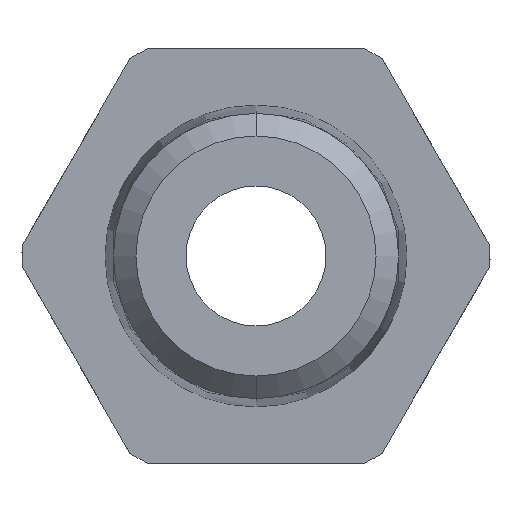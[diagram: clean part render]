
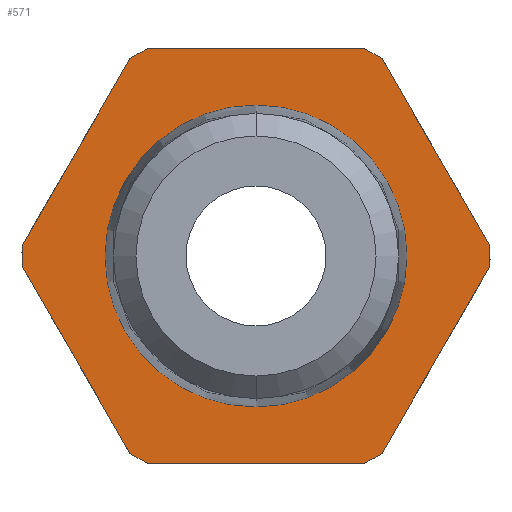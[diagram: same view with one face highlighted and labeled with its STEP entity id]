
A CAD part, front view. The second image highlights one B-rep face of the part: STEP entity #571.
In plain terms, the highlighted planar face has unit normal (0, -1, 0).
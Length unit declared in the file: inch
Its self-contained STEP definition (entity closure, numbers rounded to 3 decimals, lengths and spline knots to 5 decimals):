
#65 = LINE ( 'NONE', #588, #1681 ) ;
#75 = ORIENTED_EDGE ( 'NONE', *, *, #270, .T. ) ;
#91 = EDGE_CURVE ( 'NONE', #1168, #1790, #1007, .T. ) ;
#94 = DIRECTION ( 'NONE',  ( 0., 0., 1. ) ) ;
#105 = CIRCLE ( 'NONE', #1839, 0.42126 ) ;
#127 = CARTESIAN_POINT ( 'NONE',  ( -0.34646, 0.51969, 0.37402 ) ) ;
#130 = CARTESIAN_POINT ( 'NONE',  ( -0.22699, 0.51969, 0.35487 ) ) ;
#133 = AXIS2_PLACEMENT_3D ( 'NONE', #2034, #1064, #94 ) ;
#153 = ORIENTED_EDGE ( 'NONE', *, *, #829, .F. ) ;
#167 = CARTESIAN_POINT ( 'NONE',  ( -0.34646, 0.51969, -0.37402 ) ) ;
#173 = EDGE_CURVE ( 'NONE', #877, #2054, #1807, .T. ) ;
#192 = FACE_OUTER_BOUND ( 'NONE', #233, .T. ) ;
#210 = DIRECTION ( 'NONE',  ( 0., 1., 0. ) ) ;
#218 = EDGE_CURVE ( 'NONE', #1624, #1391, #680, .T. ) ;
#219 = CIRCLE ( 'NONE', #1224, 0.42126 ) ;
#223 = CARTESIAN_POINT ( 'NONE',  ( -0.34646, 0.51969, 0. ) ) ;
#224 = EDGE_CURVE ( 'NONE', #668, #1391, #287, .T. ) ;
#233 = EDGE_LOOP ( 'NONE', ( #996, #153, #860, #1604, #2081, #1114, #1342, #1902, #75, #319, #1673, #2002 ) ) ;
#234 = CARTESIAN_POINT ( 'NONE',  ( 0.42082, 0.51969, -0.01914 ) ) ;
#267 = CARTESIAN_POINT ( 'NONE',  ( -0.19384, 0.51969, -0.37402 ) ) ;
#270 = EDGE_CURVE ( 'NONE', #1094, #594, #1093, .T. ) ;
#279 = DIRECTION ( 'NONE',  ( 0., 1., 0. ) ) ;
#287 = CIRCLE ( 'NONE', #1591, 0.42126 ) ;
#319 = ORIENTED_EDGE ( 'NONE', *, *, #1021, .F. ) ;
#324 = DIRECTION ( 'NONE',  ( 0., 1., 0. ) ) ;
#336 = CARTESIAN_POINT ( 'NONE',  ( 0., 0.51969, 0. ) ) ;
#338 = DIRECTION ( 'NONE',  ( 1., 0., 0. ) ) ;
#378 = VECTOR ( 'NONE', #1595, 39.37008 ) ;
#386 = DIRECTION ( 'NONE',  ( 0., -1., 0. ) ) ;
#454 = CARTESIAN_POINT ( 'NONE',  ( 0., 0.51969, 0. ) ) ;
#493 = EDGE_CURVE ( 'NONE', #1624, #1872, #105, .T. ) ;
#497 = DIRECTION ( 'NONE',  ( 0., 0., 1. ) ) ;
#571 = ADVANCED_FACE ( 'NONE', ( #1054, #192 ), #1191, .T. ) ;
#588 = CARTESIAN_POINT ( 'NONE',  ( -0.42082, 0.51969, -0.01914 ) ) ;
#594 = VERTEX_POINT ( 'NONE', #1841 ) ;
#610 = CARTESIAN_POINT ( 'NONE',  ( 0.42082, 0.51969, 0.01914 ) ) ;
#618 = DIRECTION ( 'NONE',  ( 0., 0., 1. ) ) ;
#662 = CARTESIAN_POINT ( 'NONE',  ( -0.22699, 0.51969, -0.35487 ) ) ;
#668 = VERTEX_POINT ( 'NONE', #1399 ) ;
#674 = CARTESIAN_POINT ( 'NONE',  ( 0., 0.51969, 0.27165 ) ) ;
#680 = LINE ( 'NONE', #1568, #1143 ) ;
#692 = VERTEX_POINT ( 'NONE', #267 ) ;
#718 = DIRECTION ( 'NONE',  ( 0., 0., -1. ) ) ;
#760 = CARTESIAN_POINT ( 'NONE',  ( 0.22699, 0.51969, 0.35487 ) ) ;
#766 = ORIENTED_EDGE ( 'NONE', *, *, #91, .F. ) ;
#768 = EDGE_CURVE ( 'NONE', #668, #1302, #1329, .T. ) ;
#807 = LINE ( 'NONE', #130, #378 ) ;
#815 = EDGE_CURVE ( 'NONE', #1641, #2054, #807, .T. ) ;
#829 = EDGE_CURVE ( 'NONE', #692, #1693, #1223, .T. ) ;
#860 = ORIENTED_EDGE ( 'NONE', *, *, #1665, .T. ) ;
#877 = VERTEX_POINT ( 'NONE', #1754 ) ;
#921 = EDGE_CURVE ( 'NONE', #1094, #1302, #1511, .T. ) ;
#951 = CARTESIAN_POINT ( 'NONE',  ( 0., 0.51969, 0. ) ) ;
#955 = CARTESIAN_POINT ( 'NONE',  ( -0.22699, 0.51969, 0.35487 ) ) ;
#980 = AXIS2_PLACEMENT_3D ( 'NONE', #223, #1677, #718 ) ;
#985 = ORIENTED_EDGE ( 'NONE', *, *, #2093, .F. ) ;
#996 = ORIENTED_EDGE ( 'NONE', *, *, #1282, .T. ) ;
#1007 = CIRCLE ( 'NONE', #133, 0.27165 ) ;
#1021 = EDGE_CURVE ( 'NONE', #1641, #594, #219, .T. ) ;
#1054 = FACE_BOUND ( 'NONE', #2084, .T. ) ;
#1064 = DIRECTION ( 'NONE',  ( 0., -1., 0. ) ) ;
#1093 = LINE ( 'NONE', #127, #2083 ) ;
#1094 = VERTEX_POINT ( 'NONE', #1792 ) ;
#1110 = DIRECTION ( 'NONE',  ( 0., 0., 1. ) ) ;
#1114 = ORIENTED_EDGE ( 'NONE', *, *, #224, .F. ) ;
#1136 = AXIS2_PLACEMENT_3D ( 'NONE', #1345, #386, #1512 ) ;
#1143 = VECTOR ( 'NONE', #1577, 39.37008 ) ;
#1168 = VERTEX_POINT ( 'NONE', #674 ) ;
#1181 = CARTESIAN_POINT ( 'NONE',  ( 0., 0.51969, 0. ) ) ;
#1191 = PLANE ( 'NONE',  #980 ) ;
#1223 = CIRCLE ( 'NONE', #1993, 0.42126 ) ;
#1224 = AXIS2_PLACEMENT_3D ( 'NONE', #336, #1462, #497 ) ;
#1242 = CARTESIAN_POINT ( 'NONE',  ( 0., 0.51969, 0. ) ) ;
#1248 = DIRECTION ( 'NONE',  ( -0.5, 0., 0.866 ) ) ;
#1270 = DIRECTION ( 'NONE',  ( -1., 0., 0. ) ) ;
#1280 = CARTESIAN_POINT ( 'NONE',  ( 0., 0.51969, 0. ) ) ;
#1282 = EDGE_CURVE ( 'NONE', #877, #1693, #65, .T. ) ;
#1302 = VERTEX_POINT ( 'NONE', #760 ) ;
#1329 = LINE ( 'NONE', #610, #2097 ) ;
#1337 = DIRECTION ( 'NONE',  ( 0., 0., 1. ) ) ;
#1342 = ORIENTED_EDGE ( 'NONE', *, *, #768, .T. ) ;
#1345 = CARTESIAN_POINT ( 'NONE',  ( 0., 0.51969, 0. ) ) ;
#1391 = VERTEX_POINT ( 'NONE', #234 ) ;
#1399 = CARTESIAN_POINT ( 'NONE',  ( 0.42082, 0.51969, 0.01914 ) ) ;
#1410 = DIRECTION ( 'NONE',  ( 0., 0., 1. ) ) ;
#1449 = DIRECTION ( 'NONE',  ( 0., 0., 1. ) ) ;
#1452 = AXIS2_PLACEMENT_3D ( 'NONE', #1280, #324, #1449 ) ;
#1462 = DIRECTION ( 'NONE',  ( 0., 1., 0. ) ) ;
#1511 = CIRCLE ( 'NONE', #1452, 0.42126 ) ;
#1512 = DIRECTION ( 'NONE',  ( 0., 0., 1. ) ) ;
#1568 = CARTESIAN_POINT ( 'NONE',  ( 0.22699, 0.51969, -0.35487 ) ) ;
#1577 = DIRECTION ( 'NONE',  ( 0.5, 0., 0.866 ) ) ;
#1585 = DIRECTION ( 'NONE',  ( 0., 1., 0. ) ) ;
#1589 = CARTESIAN_POINT ( 'NONE',  ( 0., 0.51969, -0.27165 ) ) ;
#1591 = AXIS2_PLACEMENT_3D ( 'NONE', #454, #1585, #618 ) ;
#1595 = DIRECTION ( 'NONE',  ( -0.5, 0., -0.866 ) ) ;
#1604 = ORIENTED_EDGE ( 'NONE', *, *, #493, .F. ) ;
#1614 = VECTOR ( 'NONE', #338, 39.37008 ) ;
#1621 = CARTESIAN_POINT ( 'NONE',  ( 0.22699, 0.51969, -0.35487 ) ) ;
#1624 = VERTEX_POINT ( 'NONE', #1621 ) ;
#1641 = VERTEX_POINT ( 'NONE', #955 ) ;
#1665 = EDGE_CURVE ( 'NONE', #692, #1872, #2041, .T. ) ;
#1673 = ORIENTED_EDGE ( 'NONE', *, *, #815, .T. ) ;
#1677 = DIRECTION ( 'NONE',  ( 0., -1., 0. ) ) ;
#1681 = VECTOR ( 'NONE', #1884, 39.37008 ) ;
#1693 = VERTEX_POINT ( 'NONE', #662 ) ;
#1731 = CIRCLE ( 'NONE', #1136, 0.27165 ) ;
#1754 = CARTESIAN_POINT ( 'NONE',  ( -0.42082, 0.51969, -0.01914 ) ) ;
#1790 = VERTEX_POINT ( 'NONE', #1589 ) ;
#1792 = CARTESIAN_POINT ( 'NONE',  ( 0.19384, 0.51969, 0.37402 ) ) ;
#1795 = AXIS2_PLACEMENT_3D ( 'NONE', #1242, #279, #1410 ) ;
#1807 = CIRCLE ( 'NONE', #1795, 0.42126 ) ;
#1819 = CARTESIAN_POINT ( 'NONE',  ( -0.42082, 0.51969, 0.01914 ) ) ;
#1839 = AXIS2_PLACEMENT_3D ( 'NONE', #1181, #210, #1337 ) ;
#1841 = CARTESIAN_POINT ( 'NONE',  ( -0.19384, 0.51969, 0.37402 ) ) ;
#1872 = VERTEX_POINT ( 'NONE', #2091 ) ;
#1884 = DIRECTION ( 'NONE',  ( 0.5, 0., -0.866 ) ) ;
#1902 = ORIENTED_EDGE ( 'NONE', *, *, #921, .F. ) ;
#1993 = AXIS2_PLACEMENT_3D ( 'NONE', #951, #2079, #1110 ) ;
#2002 = ORIENTED_EDGE ( 'NONE', *, *, #173, .F. ) ;
#2034 = CARTESIAN_POINT ( 'NONE',  ( 0., 0.51969, 0. ) ) ;
#2041 = LINE ( 'NONE', #167, #1614 ) ;
#2054 = VERTEX_POINT ( 'NONE', #1819 ) ;
#2079 = DIRECTION ( 'NONE',  ( 0., 1., 0. ) ) ;
#2081 = ORIENTED_EDGE ( 'NONE', *, *, #218, .T. ) ;
#2083 = VECTOR ( 'NONE', #1270, 39.37008 ) ;
#2084 = EDGE_LOOP ( 'NONE', ( #766, #985 ) ) ;
#2091 = CARTESIAN_POINT ( 'NONE',  ( 0.19384, 0.51969, -0.37402 ) ) ;
#2093 = EDGE_CURVE ( 'NONE', #1790, #1168, #1731, .T. ) ;
#2097 = VECTOR ( 'NONE', #1248, 39.37008 ) ;
